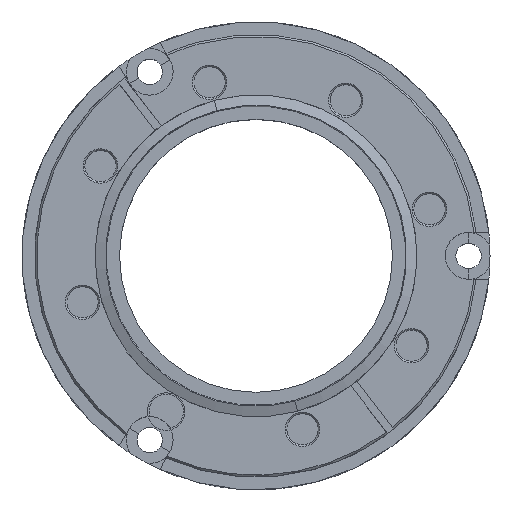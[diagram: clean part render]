
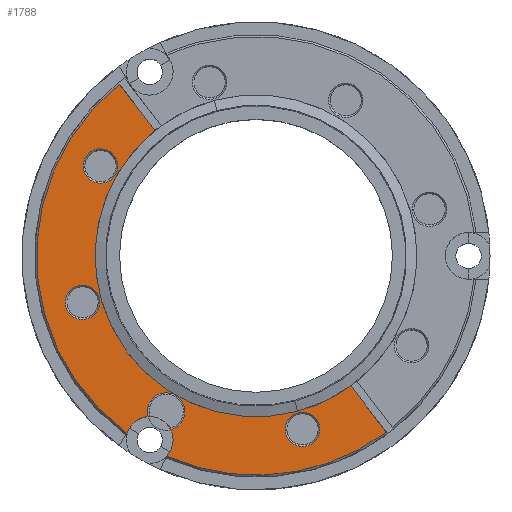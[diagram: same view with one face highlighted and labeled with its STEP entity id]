
A CAD part, top view. The second image highlights one B-rep face of the part: STEP entity #1788.
In plain terms, the highlighted planar face has unit normal (0, 0, 1).
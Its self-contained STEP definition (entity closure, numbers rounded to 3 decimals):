
#1039 = VERTEX_POINT('',#1040);
#1040 = CARTESIAN_POINT('',(-22.054,-50.198,28.5));
#1046 = EDGE_CURVE('',#1039,#1047,#1049,.T.);
#1047 = VERTEX_POINT('',#1048);
#1048 = CARTESIAN_POINT('',(-22.768,-51.436,28.5));
#1049 = LINE('',#1050,#1051);
#1050 = CARTESIAN_POINT('',(-18.461,-43.975,28.5));
#1051 = VECTOR('',#1052,1.);
#1052 = DIRECTION('',(-0.5,-0.866,0.));
#1150 = VERTEX_POINT('',#1151);
#1151 = CARTESIAN_POINT('',(-32.446,-44.198,28.5));
#1157 = EDGE_CURVE('',#1150,#1158,#1160,.T.);
#1158 = VERTEX_POINT('',#1159);
#1159 = CARTESIAN_POINT('',(-33.161,-45.436,28.5));
#1160 = LINE('',#1161,#1162);
#1161 = CARTESIAN_POINT('',(-28.853,-37.975,28.5));
#1162 = VECTOR('',#1163,1.);
#1163 = DIRECTION('',(-0.5,-0.866,0.));
#1767 = VERTEX_POINT('',#1768);
#1768 = CARTESIAN_POINT('',(33.444,-45.228,28.5));
#1775 = EDGE_CURVE('',#1047,#1767,#1776,.T.);
#1776 = CIRCLE('',#1777,56.25);
#1777 = AXIS2_PLACEMENT_3D('',#1778,#1779,#1780);
#1778 = CARTESIAN_POINT('',(0.,0.,28.5));
#1779 = DIRECTION('',(0.,0.,1.));
#1780 = DIRECTION('',(-0.259,0.966,0.)
  );
#1788 = ADVANCED_FACE('',(#1789,#1860,#1880,#1900),#1920,.F.);
#1789 = FACE_BOUND('',#1790,.F.);
#1790 = EDGE_LOOP('',(#1791,#1799,#1800,#1801,#1810,#1819,#1826,#1827,
    #1836,#1844,#1853));
#1791 = ORIENTED_EDGE('',*,*,#1792,.F.);
#1792 = EDGE_CURVE('',#1767,#1793,#1795,.T.);
#1793 = VERTEX_POINT('',#1794);
#1794 = CARTESIAN_POINT('',(24.326,-33.345,28.5));
#1795 = LINE('',#1796,#1797);
#1796 = CARTESIAN_POINT('',(34.387,-46.456,28.5));
#1797 = VECTOR('',#1798,1.);
#1798 = DIRECTION('',(-0.609,0.793,0.
    ));
#1799 = ORIENTED_EDGE('',*,*,#1775,.F.);
#1800 = ORIENTED_EDGE('',*,*,#1046,.F.);
#1801 = ORIENTED_EDGE('',*,*,#1802,.F.);
#1802 = EDGE_CURVE('',#1803,#1039,#1805,.T.);
#1803 = VERTEX_POINT('',#1804);
#1804 = CARTESIAN_POINT('',(-21.855,-44.573,28.5));
#1805 = CIRCLE('',#1806,6.);
#1806 = AXIS2_PLACEMENT_3D('',#1807,#1808,#1809);
#1807 = CARTESIAN_POINT('',(-27.25,-47.198,28.5));
#1808 = DIRECTION('',(0.,0.,-1.));
#1809 = DIRECTION('',(-0.5,-0.866,-0.));
#1810 = ORIENTED_EDGE('',*,*,#1811,.T.);
#1811 = EDGE_CURVE('',#1803,#1812,#1814,.T.);
#1812 = VERTEX_POINT('',#1813);
#1813 = CARTESIAN_POINT('',(-27.674,-41.213,28.5));
#1814 = CIRCLE('',#1815,4.8);
#1815 = AXIS2_PLACEMENT_3D('',#1816,#1817,#1818);
#1816 = CARTESIAN_POINT('',(-23.05,-39.924,28.5));
#1817 = DIRECTION('',(0.,0.,1.));
#1818 = DIRECTION('',(-0.5,-0.866,0.));
#1819 = ORIENTED_EDGE('',*,*,#1820,.F.);
#1820 = EDGE_CURVE('',#1150,#1812,#1821,.T.);
#1821 = CIRCLE('',#1822,6.);
#1822 = AXIS2_PLACEMENT_3D('',#1823,#1824,#1825);
#1823 = CARTESIAN_POINT('',(-27.25,-47.198,28.5));
#1824 = DIRECTION('',(0.,0.,-1.));
#1825 = DIRECTION('',(-0.5,-0.866,-0.));
#1826 = ORIENTED_EDGE('',*,*,#1157,.T.);
#1827 = ORIENTED_EDGE('',*,*,#1828,.F.);
#1828 = EDGE_CURVE('',#1829,#1158,#1831,.T.);
#1829 = VERTEX_POINT('',#1830);
#1830 = CARTESIAN_POINT('',(-35.031,44.01,28.5));
#1831 = CIRCLE('',#1832,56.25);
#1832 = AXIS2_PLACEMENT_3D('',#1833,#1834,#1835);
#1833 = CARTESIAN_POINT('',(0.,0.,28.5));
#1834 = DIRECTION('',(0.,0.,1.));
#1835 = DIRECTION('',(-0.259,0.966,0.)
  );
#1836 = ORIENTED_EDGE('',*,*,#1837,.T.);
#1837 = EDGE_CURVE('',#1829,#1838,#1840,.T.);
#1838 = VERTEX_POINT('',#1839);
#1839 = CARTESIAN_POINT('',(-25.913,32.127,28.5));
#1840 = LINE('',#1841,#1842);
#1841 = CARTESIAN_POINT('',(-35.973,45.239,28.5));
#1842 = VECTOR('',#1843,1.);
#1843 = DIRECTION('',(0.609,-0.793,0.)
  );
#1844 = ORIENTED_EDGE('',*,*,#1845,.F.);
#1845 = EDGE_CURVE('',#1846,#1838,#1848,.T.);
#1846 = VERTEX_POINT('',#1847);
#1847 = CARTESIAN_POINT('',(10.683,-39.869,28.5));
#1848 = CIRCLE('',#1849,41.275);
#1849 = AXIS2_PLACEMENT_3D('',#1850,#1851,#1852);
#1850 = CARTESIAN_POINT('',(0.,0.,28.5));
#1851 = DIRECTION('',(0.,0.,-1.));
#1852 = DIRECTION('',(-0.259,0.966,0.)
  );
#1853 = ORIENTED_EDGE('',*,*,#1854,.F.);
#1854 = EDGE_CURVE('',#1793,#1846,#1855,.T.);
#1855 = CIRCLE('',#1856,41.275);
#1856 = AXIS2_PLACEMENT_3D('',#1857,#1858,#1859);
#1857 = CARTESIAN_POINT('',(0.,0.,28.5));
#1858 = DIRECTION('',(0.,0.,-1.));
#1859 = DIRECTION('',(-0.259,0.966,0.)
  );
#1860 = FACE_BOUND('',#1861,.F.);
#1861 = EDGE_LOOP('',(#1862,#1873));
#1862 = ORIENTED_EDGE('',*,*,#1863,.T.);
#1863 = EDGE_CURVE('',#1864,#1866,#1868,.T.);
#1864 = VERTEX_POINT('',#1865);
#1865 = CARTESIAN_POINT('',(-43.342,-16.169,28.5));
#1866 = VERTEX_POINT('',#1867);
#1867 = CARTESIAN_POINT('',(-45.62,-7.669,28.5));
#1868 = CIRCLE('',#1869,4.4);
#1869 = AXIS2_PLACEMENT_3D('',#1870,#1871,#1872);
#1870 = CARTESIAN_POINT('',(-44.481,-11.919,28.5));
#1871 = DIRECTION('',(0.,0.,1.));
#1872 = DIRECTION('',(0.259,-0.966,0.)
  );
#1873 = ORIENTED_EDGE('',*,*,#1874,.T.);
#1874 = EDGE_CURVE('',#1866,#1864,#1875,.T.);
#1875 = CIRCLE('',#1876,4.4);
#1876 = AXIS2_PLACEMENT_3D('',#1877,#1878,#1879);
#1877 = CARTESIAN_POINT('',(-44.481,-11.919,28.5));
#1878 = DIRECTION('',(0.,0.,1.));
#1879 = DIRECTION('',(0.259,-0.966,0.)
  );
#1880 = FACE_BOUND('',#1881,.F.);
#1881 = EDGE_LOOP('',(#1882,#1893));
#1882 = ORIENTED_EDGE('',*,*,#1883,.T.);
#1883 = EDGE_CURVE('',#1884,#1886,#1888,.T.);
#1884 = VERTEX_POINT('',#1885);
#1885 = CARTESIAN_POINT('',(-38.742,18.775,28.5));
#1886 = VERTEX_POINT('',#1887);
#1887 = CARTESIAN_POINT('',(-41.019,27.275,28.5));
#1888 = CIRCLE('',#1889,4.4);
#1889 = AXIS2_PLACEMENT_3D('',#1890,#1891,#1892);
#1890 = CARTESIAN_POINT('',(-39.88,23.025,28.5));
#1891 = DIRECTION('',(0.,0.,1.));
#1892 = DIRECTION('',(0.259,-0.966,0.)
  );
#1893 = ORIENTED_EDGE('',*,*,#1894,.T.);
#1894 = EDGE_CURVE('',#1886,#1884,#1895,.T.);
#1895 = CIRCLE('',#1896,4.4);
#1896 = AXIS2_PLACEMENT_3D('',#1897,#1898,#1899);
#1897 = CARTESIAN_POINT('',(-39.88,23.025,28.5));
#1898 = DIRECTION('',(0.,0.,1.));
#1899 = DIRECTION('',(0.259,-0.966,0.)
  );
#1900 = FACE_BOUND('',#1901,.F.);
#1901 = EDGE_LOOP('',(#1902,#1913));
#1902 = ORIENTED_EDGE('',*,*,#1903,.T.);
#1903 = EDGE_CURVE('',#1904,#1906,#1908,.T.);
#1904 = VERTEX_POINT('',#1905);
#1905 = CARTESIAN_POINT('',(13.057,-48.731,28.5));
#1906 = VERTEX_POINT('',#1907);
#1907 = CARTESIAN_POINT('',(10.78,-40.231,28.5));
#1908 = CIRCLE('',#1909,4.4);
#1909 = AXIS2_PLACEMENT_3D('',#1910,#1911,#1912);
#1910 = CARTESIAN_POINT('',(11.919,-44.481,28.5));
#1911 = DIRECTION('',(0.,0.,1.));
#1912 = DIRECTION('',(0.259,-0.966,0.)
  );
#1913 = ORIENTED_EDGE('',*,*,#1914,.T.);
#1914 = EDGE_CURVE('',#1906,#1904,#1915,.T.);
#1915 = CIRCLE('',#1916,4.4);
#1916 = AXIS2_PLACEMENT_3D('',#1917,#1918,#1919);
#1917 = CARTESIAN_POINT('',(11.919,-44.481,28.5));
#1918 = DIRECTION('',(0.,0.,1.));
#1919 = DIRECTION('',(0.259,-0.966,0.)
  );
#1920 = PLANE('',#1921);
#1921 = AXIS2_PLACEMENT_3D('',#1922,#1923,#1924);
#1922 = CARTESIAN_POINT('',(-54.816,-14.688,28.5));
#1923 = DIRECTION('',(0.,0.,-1.));
#1924 = DIRECTION('',(-0.259,0.966,0.)
  );
